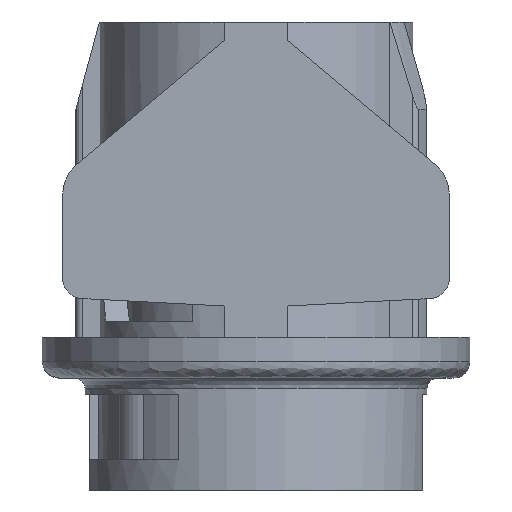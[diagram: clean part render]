
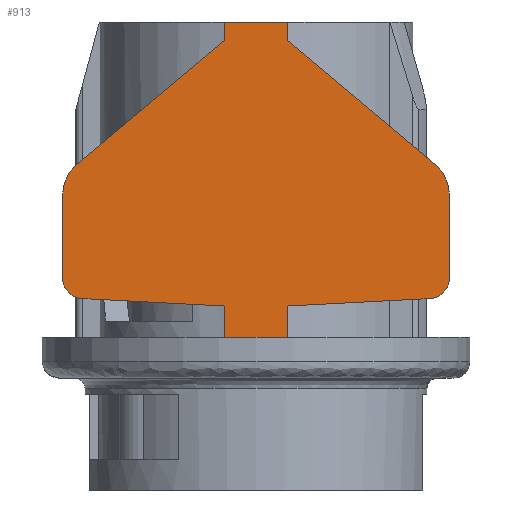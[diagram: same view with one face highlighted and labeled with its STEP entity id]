
A CAD part, front view. The second image highlights one B-rep face of the part: STEP entity #913.
In plain terms, the highlighted planar face has unit normal (0, -1, 0).
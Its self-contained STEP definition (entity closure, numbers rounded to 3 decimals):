
#662=CIRCLE('',#4717,2.);
#664=CIRCLE('',#4721,1.);
#703=CIRCLE('',#4797,1.);
#704=CIRCLE('',#4800,2.);
#913=ADVANCED_FACE('12-0-14',(#1308),#1139,.T.);
#1139=PLANE('',#4804);
#1308=FACE_OUTER_BOUND('',#1480,.T.);
#1480=EDGE_LOOP('',(#2122,#2123,#2124,#2125,#2126,#2127,#2128,#2129,#2130,
#2131,#2132,#2133,#2134,#2135,#2136,#2137));
#2122=ORIENTED_EDGE('',*,*,#3595,.T.);
#2123=ORIENTED_EDGE('',*,*,#3596,.F.);
#2124=ORIENTED_EDGE('',*,*,#3592,.T.);
#2125=ORIENTED_EDGE('',*,*,#3583,.F.);
#2126=ORIENTED_EDGE('',*,*,#3584,.F.);
#2127=ORIENTED_EDGE('',*,*,#3586,.F.);
#2128=ORIENTED_EDGE('',*,*,#3588,.F.);
#2129=ORIENTED_EDGE('',*,*,#3590,.F.);
#2130=ORIENTED_EDGE('',*,*,#3594,.T.);
#2131=ORIENTED_EDGE('',*,*,#3526,.F.);
#2132=ORIENTED_EDGE('',*,*,#3597,.T.);
#2133=ORIENTED_EDGE('',*,*,#3473,.F.);
#2134=ORIENTED_EDGE('',*,*,#3460,.F.);
#2135=ORIENTED_EDGE('',*,*,#3464,.F.);
#2136=ORIENTED_EDGE('',*,*,#3467,.F.);
#2137=ORIENTED_EDGE('',*,*,#3598,.F.);
#3008=VERTEX_POINT('',#6603);
#3009=VERTEX_POINT('',#6604);
#3012=VERTEX_POINT('',#6612);
#3014=VERTEX_POINT('',#6618);
#3018=VERTEX_POINT('',#6630);
#3059=VERTEX_POINT('',#6739);
#3060=VERTEX_POINT('',#6741);
#3096=VERTEX_POINT('',#6901);
#3097=VERTEX_POINT('',#6903);
#3098=VERTEX_POINT('',#6907);
#3099=VERTEX_POINT('',#6911);
#3100=VERTEX_POINT('',#6915);
#3101=VERTEX_POINT('',#6919);
#3102=VERTEX_POINT('',#6923);
#3103=VERTEX_POINT('',#6928);
#3104=VERTEX_POINT('',#6929);
#3460=EDGE_CURVE('',#3008,#3009,#662,.T.);
#3464=EDGE_CURVE('',#3012,#3008,#4021,.T.);
#3467=EDGE_CURVE('',#3014,#3012,#664,.T.);
#3473=EDGE_CURVE('',#3009,#3018,#4028,.T.);
#3526=EDGE_CURVE('',#3059,#3060,#4057,.T.);
#3583=EDGE_CURVE('',#3097,#3096,#4087,.T.);
#3584=EDGE_CURVE('',#3098,#3097,#703,.T.);
#3586=EDGE_CURVE('',#3099,#3098,#4089,.T.);
#3588=EDGE_CURVE('',#3100,#3099,#704,.T.);
#3590=EDGE_CURVE('',#3101,#3100,#4092,.T.);
#3592=EDGE_CURVE('',#3102,#3096,#4094,.T.);
#3594=EDGE_CURVE('',#3101,#3060,#4096,.T.);
#3595=EDGE_CURVE('',#3103,#3104,#4097,.T.);
#3596=EDGE_CURVE('',#3102,#3104,#4098,.T.);
#3597=EDGE_CURVE('',#3059,#3018,#4099,.T.);
#3598=EDGE_CURVE('',#3103,#3014,#4100,.T.);
#4021=LINE('',#6611,#4378);
#4028=LINE('',#6629,#4385);
#4057=LINE('',#6740,#4414);
#4087=LINE('',#6904,#4444);
#4089=LINE('',#6910,#4446);
#4092=LINE('',#6918,#4449);
#4094=LINE('',#6922,#4451);
#4096=LINE('',#6925,#4453);
#4097=LINE('',#6927,#4454);
#4098=LINE('',#6930,#4455);
#4099=LINE('',#6931,#4456);
#4100=LINE('',#6932,#4457);
#4378=VECTOR('',#5320,1.);
#4385=VECTOR('',#5337,1.);
#4414=VECTOR('',#5434,1.);
#4444=VECTOR('',#5538,1.);
#4446=VECTOR('',#5546,1.);
#4449=VECTOR('',#5555,1.);
#4451=VECTOR('',#5559,1.);
#4453=VECTOR('',#5561,1.);
#4454=VECTOR('',#5564,1.);
#4455=VECTOR('',#5565,1.);
#4456=VECTOR('',#5566,1.);
#4457=VECTOR('',#5567,1.);
#4717=AXIS2_PLACEMENT_3D('',#6602,#5312,#5313);
#4721=AXIS2_PLACEMENT_3D('',#6617,#5325,#5326);
#4797=AXIS2_PLACEMENT_3D('',#6906,#5541,#5542);
#4800=AXIS2_PLACEMENT_3D('',#6914,#5550,#5551);
#4804=AXIS2_PLACEMENT_3D('',#6933,#5568,#5569);
#5312=DIRECTION('',(0.,1.,0.));
#5313=DIRECTION('',(-1.,0.,0.));
#5320=DIRECTION('',(0.,0.,1.));
#5325=DIRECTION('',(0.,1.,0.));
#5326=DIRECTION('',(-0.052,0.,-0.999));
#5337=DIRECTION('',(0.766,0.,0.643));
#5434=DIRECTION('',(1.,0.,0.));
#5538=DIRECTION('',(-0.999,0.,-0.052));
#5541=DIRECTION('',(0.,1.,0.));
#5542=DIRECTION('',(1.,0.,0.));
#5546=DIRECTION('',(0.,0.,-1.));
#5550=DIRECTION('',(0.,1.,0.));
#5551=DIRECTION('',(0.643,0.,0.766));
#5555=DIRECTION('',(0.766,0.,-0.643));
#5559=DIRECTION('',(0.,0.,1.));
#5561=DIRECTION('',(0.,0.,1.));
#5564=DIRECTION('',(0.,0.,-1.));
#5565=DIRECTION('',(-1.,0.,0.));
#5566=DIRECTION('',(0.,0.,-1.));
#5567=DIRECTION('',(-0.999,0.,0.052));
#5568=DIRECTION('',(0.,-1.,0.));
#5569=DIRECTION('',(0.,0.,1.));
#6602=CARTESIAN_POINT('',(-7.5,-8.85,2.997));
#6603=CARTESIAN_POINT('',(-9.5,-8.85,2.997));
#6604=CARTESIAN_POINT('',(-8.786,-8.85,4.529));
#6611=CARTESIAN_POINT('',(-9.5,-8.85,-1.092));
#6612=CARTESIAN_POINT('',(-9.5,-8.85,-1.092));
#6617=CARTESIAN_POINT('',(-8.5,-8.85,-1.092));
#6618=CARTESIAN_POINT('',(-8.552,-8.85,-2.091));
#6629=CARTESIAN_POINT('',(-8.786,-8.85,4.529));
#6630=CARTESIAN_POINT('',(-1.55,-8.85,10.6));
#6739=CARTESIAN_POINT('',(-1.55,-8.85,11.5));
#6740=CARTESIAN_POINT('',(-1.55,-8.85,11.5));
#6741=CARTESIAN_POINT('',(1.55,-8.85,11.5));
#6901=CARTESIAN_POINT('',(1.55,-8.85,-2.458));
#6903=CARTESIAN_POINT('',(8.552,-8.85,-2.091));
#6904=CARTESIAN_POINT('',(8.552,-8.85,-2.091));
#6906=CARTESIAN_POINT('',(8.5,-8.85,-1.092));
#6907=CARTESIAN_POINT('',(9.5,-8.85,-1.092));
#6910=CARTESIAN_POINT('',(9.5,-8.85,2.997));
#6911=CARTESIAN_POINT('',(9.5,-8.85,2.997));
#6914=CARTESIAN_POINT('',(7.5,-8.85,2.997));
#6915=CARTESIAN_POINT('',(8.786,-8.85,4.529));
#6918=CARTESIAN_POINT('',(1.55,-8.85,10.6));
#6919=CARTESIAN_POINT('',(1.55,-8.85,10.6));
#6922=CARTESIAN_POINT('',(1.55,-8.85,-4.));
#6923=CARTESIAN_POINT('',(1.55,-8.85,-4.));
#6925=CARTESIAN_POINT('',(1.55,-8.85,10.6));
#6927=CARTESIAN_POINT('',(-1.55,-8.85,-2.458));
#6928=CARTESIAN_POINT('',(-1.55,-8.85,-2.458));
#6929=CARTESIAN_POINT('',(-1.55,-8.85,-4.));
#6930=CARTESIAN_POINT('',(1.55,-8.85,-4.));
#6931=CARTESIAN_POINT('',(-1.55,-8.85,11.5));
#6932=CARTESIAN_POINT('',(-1.55,-8.85,-2.458));
#6933=CARTESIAN_POINT('',(10.55,-8.85,-4.1));
